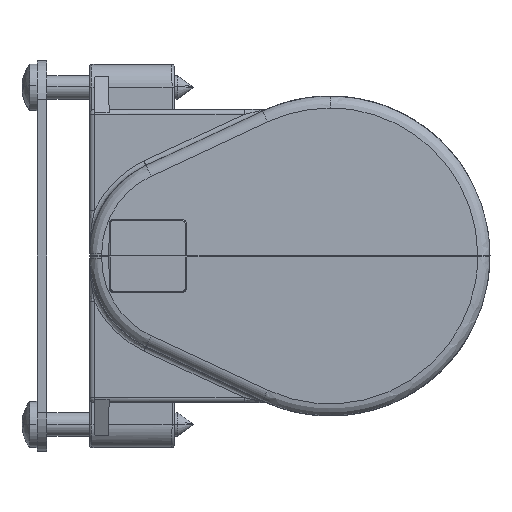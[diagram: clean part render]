
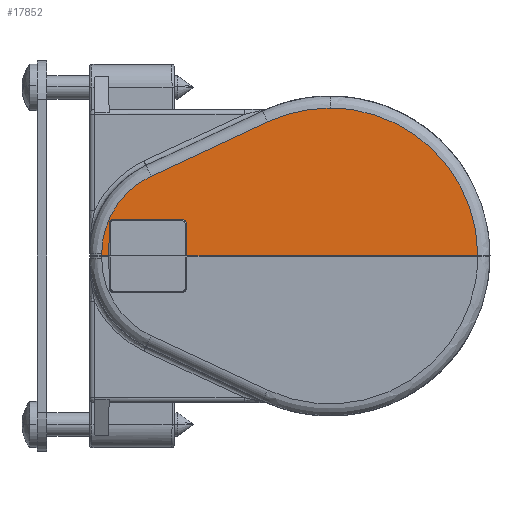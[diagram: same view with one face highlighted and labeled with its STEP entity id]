
A CAD part, left-side view. The second image highlights one B-rep face of the part: STEP entity #17852.
In plain terms, the highlighted planar face has unit normal (-1, 0, 0.018).
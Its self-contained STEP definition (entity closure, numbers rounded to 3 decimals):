
#2102 = CARTESIAN_POINT ( 'NONE',  ( -65., -30.25, 0.025 ) ) ;
#2107 = CARTESIAN_POINT ( 'NONE',  ( -64.471, 0., 30.294 ) ) ;
#2124 = CARTESIAN_POINT ( 'NONE',  ( -65., 46.75, 0.025 ) ) ;
#2134 = CARTESIAN_POINT ( 'NONE',  ( -65., 45.3, 0.025 ) ) ;
#2140 = CARTESIAN_POINT ( 'NONE',  ( -64.992, 46.75, 0.472 ) ) ;
#2149 = CARTESIAN_POINT ( 'NONE',  ( -64.521, 12.784, 27.459 ) ) ;
#2151 = CARTESIAN_POINT ( 'NONE',  ( -64.869, 44.215, 7.5 ) ) ;
#2152 = CARTESIAN_POINT ( 'NONE',  ( -64.886, 29.385, 6.513 ) ) ;
#2153 = CARTESIAN_POINT ( 'NONE',  ( -64.886, 45.215, 6.513 ) ) ;
#2154 = CARTESIAN_POINT ( 'NONE',  ( -65., 29.3, 0.025 ) ) ;
#2159 = CARTESIAN_POINT ( 'NONE',  ( -64.869, 30.385, 7.5 ) ) ;
#2161 = CARTESIAN_POINT ( 'NONE',  ( -64.715, 36.646, 16.333 ) ) ;
#2893 = CARTESIAN_POINT ( 'NONE',  ( -65., -30.25, 0.025 ) ) ;
#2897 = CARTESIAN_POINT ( 'NONE',  ( -64.69, -30.261, 17.754 ) ) ;
#2902 = CARTESIAN_POINT ( 'NONE',  ( -64.471, -17.729, 30.294 ) ) ;
#2903 = CARTESIAN_POINT ( 'NONE',  ( -64.471, 0., 30.294 ) ) ;
#9911 = VERTEX_POINT ( 'NONE', #2102 ) ;
#9916 = VERTEX_POINT ( 'NONE', #2107 ) ;
#9933 = VERTEX_POINT ( 'NONE', #2124 ) ;
#9943 = VERTEX_POINT ( 'NONE', #2134 ) ;
#9949 = VERTEX_POINT ( 'NONE', #2140 ) ;
#9958 = VERTEX_POINT ( 'NONE', #2149 ) ;
#9960 = VERTEX_POINT ( 'NONE', #2151 ) ;
#9961 = VERTEX_POINT ( 'NONE', #2152 ) ;
#9962 = VERTEX_POINT ( 'NONE', #2153 ) ;
#9963 = VERTEX_POINT ( 'NONE', #2154 ) ;
#9968 = VERTEX_POINT ( 'NONE', #2159 ) ;
#9970 = VERTEX_POINT ( 'NONE', #2161 ) ;
#10895 = AXIS2_PLACEMENT_3D ( 'NONE', #22688, #22697, #22698 ) ;
#11037 = EDGE_CURVE ( 'NONE', #9911, #9916, #19093, .T. ) ;
#11173 = EDGE_CURVE ( 'NONE', #9933, #9943, #20998, .T. ) ;
#11177 = EDGE_CURVE ( 'NONE', #9943, #9962, #21003, .T. ) ;
#11182 = EDGE_CURVE ( 'NONE', #9961, #9963, #21011, .T. ) ;
#11258 = CARTESIAN_POINT ( 'NONE',  ( -64.876, 29.393, 7.093 ) ) ;
#11259 = CARTESIAN_POINT ( 'NONE',  ( -64.886, 29.385, 6.513 ) ) ;
#11276 = CARTESIAN_POINT ( 'NONE',  ( -64.869, 0., 7.5 ) ) ;
#11277 = DIRECTION ( 'NONE',  ( 0., -1., 0. ) ) ;
#11278 = CARTESIAN_POINT ( 'NONE',  ( -64.869, 44.215, 7.5 ) ) ;
#11279 = CARTESIAN_POINT ( 'NONE',  ( -65., 46.75, 0. ) ) ;
#11280 = CARTESIAN_POINT ( 'NONE',  ( -64.869, 44.795, 7.5 ) ) ;
#11281 = CARTESIAN_POINT ( 'NONE',  ( -64.869, 29.805, 7.5 ) ) ;
#11282 = CARTESIAN_POINT ( 'NONE',  ( -64.869, 30.385, 7.5 ) ) ;
#11283 = DIRECTION ( 'NONE',  ( -0.017, 0., -1. ) ) ;
#11284 = CARTESIAN_POINT ( 'NONE',  ( -64.715, 36.646, 16.333 ) ) ;
#11285 = CARTESIAN_POINT ( 'NONE',  ( -64.521, 12.804, 27.45 ) ) ;
#11286 = CARTESIAN_POINT ( 'NONE',  ( -64.767, 42.989, 13.375 ) ) ;
#11287 = CARTESIAN_POINT ( 'NONE',  ( -64.876, 45.207, 7.093 ) ) ;
#11288 = CARTESIAN_POINT ( 'NONE',  ( -64.886, 45.215, 6.513 ) ) ;
#11289 = DIRECTION ( 'NONE',  ( -0.007, 0.906, -0.423 ) ) ;
#11290 = CARTESIAN_POINT ( 'NONE',  ( -64.471, 4.435, 30.294 ) ) ;
#11291 = CARTESIAN_POINT ( 'NONE',  ( -64.471, 0., 30.294 ) ) ;
#11292 = CARTESIAN_POINT ( 'NONE',  ( -64.87, 46.75, 7.471 ) ) ;
#11293 = CARTESIAN_POINT ( 'NONE',  ( -64.992, 46.75, 0.472 ) ) ;
#11294 = CARTESIAN_POINT ( 'NONE',  ( -65., 0., 0.025 ) ) ;
#11295 = DIRECTION ( 'NONE',  ( 0., -1., 0. ) ) ;
#11298 = CARTESIAN_POINT ( 'NONE',  ( -64.488, 8.765, 29.334 ) ) ;
#11299 = CARTESIAN_POINT ( 'NONE',  ( -64.521, 12.784, 27.459 ) ) ;
#13683 = EDGE_CURVE ( 'NONE', #9960, #9968, #17851, .T. ) ;
#13684 = EDGE_CURVE ( 'NONE', #9961, #9968, #19197, .T. ) ;
#13685 = EDGE_CURVE ( 'NONE', #9949, #9933, #17833, .T. ) ;
#13686 = EDGE_CURVE ( 'NONE', #9960, #9962, #19198, .T. ) ;
#13687 = EDGE_CURVE ( 'NONE', #9958, #9970, #17857, .T. ) ;
#13688 = EDGE_CURVE ( 'NONE', #9970, #9949, #19199, .T. ) ;
#13689 = EDGE_CURVE ( 'NONE', #9963, #9911, #17866, .T. ) ;
#13690 = EDGE_CURVE ( 'NONE', #9916, #9958, #19200, .T. ) ;
#15208 = CARTESIAN_POINT ( 'NONE',  ( -65., 0., 0.025 ) ) ;
#15209 = DIRECTION ( 'NONE',  ( 0., -1., 0. ) ) ;
#15222 = CARTESIAN_POINT ( 'NONE',  ( -64.99, 45.292, 0.593 ) ) ;
#15223 = DIRECTION ( 'NONE',  ( 0.017, -0.013, 1. ) ) ;
#15232 = CARTESIAN_POINT ( 'NONE',  ( -65.007, 29.295, -0.383 ) ) ;
#15233 = DIRECTION ( 'NONE',  ( -0.017, -0.013, -1. ) ) ;
#15888 = ORIENTED_EDGE ( 'NONE', *, *, #13685, .T. ) ;
#15889 = ORIENTED_EDGE ( 'NONE', *, *, #11173, .T. ) ;
#15890 = ORIENTED_EDGE ( 'NONE', *, *, #11177, .T. ) ;
#15891 = ORIENTED_EDGE ( 'NONE', *, *, #13686, .F. ) ;
#15892 = ORIENTED_EDGE ( 'NONE', *, *, #13683, .T. ) ;
#15893 = ORIENTED_EDGE ( 'NONE', *, *, #13684, .F. ) ;
#15894 = ORIENTED_EDGE ( 'NONE', *, *, #11182, .T. ) ;
#15895 = ORIENTED_EDGE ( 'NONE', *, *, #13689, .T. ) ;
#15896 = ORIENTED_EDGE ( 'NONE', *, *, #11037, .T. ) ;
#15897 = ORIENTED_EDGE ( 'NONE', *, *, #13690, .T. ) ;
#15898 = ORIENTED_EDGE ( 'NONE', *, *, #13687, .T. ) ;
#15899 = ORIENTED_EDGE ( 'NONE', *, *, #13688, .T. ) ;
#17833 = LINE ( 'NONE', #11279, #17860 ) ;
#17851 = LINE ( 'NONE', #11276, #17855 ) ;
#17852 = ADVANCED_FACE ( 'NONE', ( #18684 ), #22695, .T. ) ;
#17855 = VECTOR ( 'NONE', #11277, 1000. ) ;
#17857 = LINE ( 'NONE', #11285, #17864 ) ;
#17860 = VECTOR ( 'NONE', #11283, 1000. ) ;
#17864 = VECTOR ( 'NONE', #11289, 1000. ) ;
#17866 = LINE ( 'NONE', #11294, #17868 ) ;
#17868 = VECTOR ( 'NONE', #11295, 1000. ) ;
#18684 = FACE_OUTER_BOUND ( 'NONE', #20108, .T. ) ;
#19093 =( BOUNDED_CURVE ( )  B_SPLINE_CURVE ( 3, ( #2893, #2897, #2902, #2903 ),
 .UNSPECIFIED., .F., .T. ) 
 B_SPLINE_CURVE_WITH_KNOTS ( ( 4, 4 ),
 ( 4.712, 6.283 ),
 .UNSPECIFIED. ) 
 CURVE ( )  GEOMETRIC_REPRESENTATION_ITEM ( )  RATIONAL_B_SPLINE_CURVE ( ( 1., 0.805, 0.805, 1. ) ) 
 REPRESENTATION_ITEM ( '' )  );
#19197 =( BOUNDED_CURVE ( )  B_SPLINE_CURVE ( 3, ( #11259, #11258, #11281, #11282 ),
 .UNSPECIFIED., .F., .T. ) 
 B_SPLINE_CURVE_WITH_KNOTS ( ( 4, 4 ),
 ( 4.725, 6.283 ),
 .UNSPECIFIED. ) 
 CURVE ( )  GEOMETRIC_REPRESENTATION_ITEM ( )  RATIONAL_B_SPLINE_CURVE ( ( 1., 0.808, 0.808, 1. ) ) 
 REPRESENTATION_ITEM ( '' )  );
#19198 =( BOUNDED_CURVE ( )  B_SPLINE_CURVE ( 3, ( #11278, #11280, #11287, #11288 ),
 .UNSPECIFIED., .F., .T. ) 
 B_SPLINE_CURVE_WITH_KNOTS ( ( 4, 4 ),
 ( 0., 1.558 ),
 .UNSPECIFIED. ) 
 CURVE ( )  GEOMETRIC_REPRESENTATION_ITEM ( )  RATIONAL_B_SPLINE_CURVE ( ( 1., 0.808, 0.808, 1. ) ) 
 REPRESENTATION_ITEM ( '' )  );
#19199 =( BOUNDED_CURVE ( )  B_SPLINE_CURVE ( 3, ( #11284, #11286, #11292, #11293 ),
 .UNSPECIFIED., .F., .T. ) 
 B_SPLINE_CURVE_WITH_KNOTS ( ( 4, 4 ),
 ( 3.578, 4.712 ),
 .UNSPECIFIED. ) 
 CURVE ( )  GEOMETRIC_REPRESENTATION_ITEM ( )  RATIONAL_B_SPLINE_CURVE ( ( 1., 0.896, 0.896, 1. ) ) 
 REPRESENTATION_ITEM ( '' )  );
#19200 =( BOUNDED_CURVE ( )  B_SPLINE_CURVE ( 3, ( #11291, #11290, #11298, #11299 ),
 .UNSPECIFIED., .F., .T. ) 
 B_SPLINE_CURVE_WITH_KNOTS ( ( 4, 4 ),
 ( 0., 0.436 ),
 .UNSPECIFIED. ) 
 CURVE ( )  GEOMETRIC_REPRESENTATION_ITEM ( )  RATIONAL_B_SPLINE_CURVE ( ( 1., 0.984, 0.984, 1. ) ) 
 REPRESENTATION_ITEM ( '' )  );
#20108 = EDGE_LOOP ( 'NONE', ( #15888, #15889, #15890, #15891, #15892, #15893, #15894, #15895, #15896, #15897, #15898, #15899 ) ) ;
#20998 = LINE ( 'NONE', #15208, #21000 ) ;
#21000 = VECTOR ( 'NONE', #15209, 1000. ) ;
#21003 = LINE ( 'NONE', #15222, #21004 ) ;
#21004 = VECTOR ( 'NONE', #15223, 1000. ) ;
#21011 = LINE ( 'NONE', #15232, #21014 ) ;
#21014 = VECTOR ( 'NONE', #15233, 1000. ) ;
#22688 = CARTESIAN_POINT ( 'NONE',  ( -65., 0., 0. ) ) ;
#22695 = PLANE ( 'NONE',  #10895 ) ;
#22697 = DIRECTION ( 'NONE',  ( -1., 0., 0.017 ) ) ;
#22698 = DIRECTION ( 'NONE',  ( -0.017, 0., -1. ) ) ;
